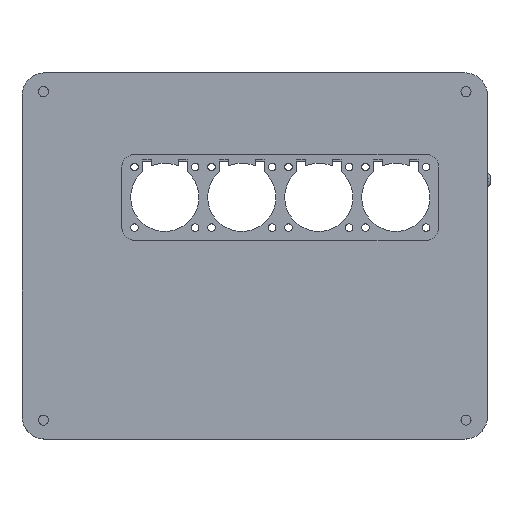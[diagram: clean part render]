
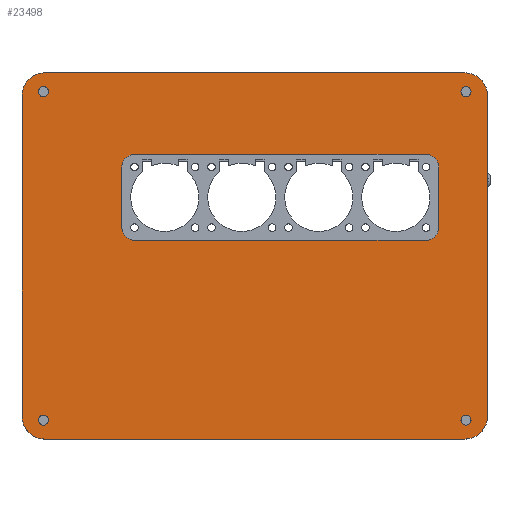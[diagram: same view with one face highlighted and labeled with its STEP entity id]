
A CAD part, top view. The second image highlights one B-rep face of the part: STEP entity #23498.
In plain terms, the highlighted planar face has unit normal (0, 0, 1).
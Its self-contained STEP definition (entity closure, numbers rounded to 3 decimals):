
#397=FACE_BOUND('',#10127,.T.);
#398=FACE_BOUND('',#10128,.T.);
#399=FACE_BOUND('',#10129,.T.);
#400=FACE_BOUND('',#10130,.T.);
#401=FACE_BOUND('',#10131,.T.);
#3511=LINE('',#37027,#6565);
#3515=LINE('',#37039,#6569);
#3521=LINE('',#37054,#6575);
#3524=LINE('',#37063,#6578);
#3535=LINE('',#37113,#6589);
#3538=LINE('',#37121,#6592);
#3541=LINE('',#37129,#6595);
#3544=LINE('',#37136,#6598);
#6565=VECTOR('',#30446,10.);
#6569=VECTOR('',#30458,10.);
#6575=VECTOR('',#30472,10.);
#6578=VECTOR('',#30483,10.);
#6589=VECTOR('',#30534,10.);
#6592=VECTOR('',#30543,10.);
#6595=VECTOR('',#30552,10.);
#6598=VECTOR('',#30561,10.);
#7594=PLANE('',#24837);
#8691=FACE_OUTER_BOUND('',#10126,.T.);
#10126=EDGE_LOOP('',(#22374,#22375,#22376,#22377,#22378,#22379,#22380,#22381));
#10127=EDGE_LOOP('',(#22382,#22383,#22384,#22385,#22386,#22387,#22388,#22389));
#10128=EDGE_LOOP('',(#22390));
#10129=EDGE_LOOP('',(#22391));
#10130=EDGE_LOOP('',(#22392));
#10131=EDGE_LOOP('',(#22393));
#10310=CIRCLE('',#24793,5.);
#10312=CIRCLE('',#24797,5.);
#10314=CIRCLE('',#24801,5.);
#10316=CIRCLE('',#24805,5.);
#10326=CIRCLE('',#24818,2.);
#10327=CIRCLE('',#24820,2.);
#10328=CIRCLE('',#24822,2.);
#10329=CIRCLE('',#24824,2.);
#10330=CIRCLE('',#24826,9.);
#10331=CIRCLE('',#24829,9.);
#10332=CIRCLE('',#24832,9.);
#10333=CIRCLE('',#24835,9.);
#12478=VERTEX_POINT('',#37017);
#12479=VERTEX_POINT('',#37018);
#12482=VERTEX_POINT('',#37026);
#12484=VERTEX_POINT('',#37032);
#12486=VERTEX_POINT('',#37038);
#12488=VERTEX_POINT('',#37044);
#12489=VERTEX_POINT('',#37045);
#12492=VERTEX_POINT('',#37056);
#12506=VERTEX_POINT('',#37090);
#12507=VERTEX_POINT('',#37094);
#12508=VERTEX_POINT('',#37098);
#12509=VERTEX_POINT('',#37102);
#12510=VERTEX_POINT('',#37106);
#12511=VERTEX_POINT('',#37107);
#12512=VERTEX_POINT('',#37112);
#12513=VERTEX_POINT('',#37116);
#12514=VERTEX_POINT('',#37120);
#12515=VERTEX_POINT('',#37124);
#12516=VERTEX_POINT('',#37128);
#12517=VERTEX_POINT('',#37132);
#15750=EDGE_CURVE('',#12478,#12479,#10310,.T.);
#15754=EDGE_CURVE('',#12482,#12479,#3511,.T.);
#15757=EDGE_CURVE('',#12482,#12484,#10312,.T.);
#15760=EDGE_CURVE('',#12486,#12484,#3515,.T.);
#15763=EDGE_CURVE('',#12488,#12489,#10314,.T.);
#15768=EDGE_CURVE('',#12478,#12489,#3521,.T.);
#15769=EDGE_CURVE('',#12486,#12492,#10316,.T.);
#15773=EDGE_CURVE('',#12488,#12492,#3524,.T.);
#15786=EDGE_CURVE('',#12506,#12506,#10326,.T.);
#15788=EDGE_CURVE('',#12507,#12507,#10327,.T.);
#15790=EDGE_CURVE('',#12508,#12508,#10328,.T.);
#15792=EDGE_CURVE('',#12509,#12509,#10329,.T.);
#15794=EDGE_CURVE('',#12510,#12511,#10330,.T.);
#15797=EDGE_CURVE('',#12511,#12512,#3535,.T.);
#15799=EDGE_CURVE('',#12512,#12513,#10331,.T.);
#15801=EDGE_CURVE('',#12513,#12514,#3538,.T.);
#15803=EDGE_CURVE('',#12514,#12515,#10332,.T.);
#15805=EDGE_CURVE('',#12515,#12516,#3541,.T.);
#15807=EDGE_CURVE('',#12516,#12517,#10333,.T.);
#15809=EDGE_CURVE('',#12517,#12510,#3544,.T.);
#22374=ORIENTED_EDGE('',*,*,#15809,.T.);
#22375=ORIENTED_EDGE('',*,*,#15794,.T.);
#22376=ORIENTED_EDGE('',*,*,#15797,.T.);
#22377=ORIENTED_EDGE('',*,*,#15799,.T.);
#22378=ORIENTED_EDGE('',*,*,#15801,.T.);
#22379=ORIENTED_EDGE('',*,*,#15803,.T.);
#22380=ORIENTED_EDGE('',*,*,#15805,.T.);
#22381=ORIENTED_EDGE('',*,*,#15807,.T.);
#22382=ORIENTED_EDGE('',*,*,#15768,.T.);
#22383=ORIENTED_EDGE('',*,*,#15763,.F.);
#22384=ORIENTED_EDGE('',*,*,#15773,.T.);
#22385=ORIENTED_EDGE('',*,*,#15769,.F.);
#22386=ORIENTED_EDGE('',*,*,#15760,.T.);
#22387=ORIENTED_EDGE('',*,*,#15757,.F.);
#22388=ORIENTED_EDGE('',*,*,#15754,.T.);
#22389=ORIENTED_EDGE('',*,*,#15750,.F.);
#22390=ORIENTED_EDGE('',*,*,#15792,.T.);
#22391=ORIENTED_EDGE('',*,*,#15790,.T.);
#22392=ORIENTED_EDGE('',*,*,#15788,.T.);
#22393=ORIENTED_EDGE('',*,*,#15786,.T.);
#23498=ADVANCED_FACE('',(#8691,#397,#398,#399,#400,#401),#7594,.T.);
#24793=AXIS2_PLACEMENT_3D('',#37019,#30438,#30439);
#24797=AXIS2_PLACEMENT_3D('',#37033,#30451,#30452);
#24801=AXIS2_PLACEMENT_3D('',#37046,#30463,#30464);
#24805=AXIS2_PLACEMENT_3D('',#37057,#30475,#30476);
#24818=AXIS2_PLACEMENT_3D('',#37091,#30508,#30509);
#24820=AXIS2_PLACEMENT_3D('',#37095,#30513,#30514);
#24822=AXIS2_PLACEMENT_3D('',#37099,#30518,#30519);
#24824=AXIS2_PLACEMENT_3D('',#37103,#30523,#30524);
#24826=AXIS2_PLACEMENT_3D('',#37108,#30528,#30529);
#24829=AXIS2_PLACEMENT_3D('',#37117,#30538,#30539);
#24832=AXIS2_PLACEMENT_3D('',#37125,#30547,#30548);
#24835=AXIS2_PLACEMENT_3D('',#37133,#30556,#30557);
#24837=AXIS2_PLACEMENT_3D('',#37137,#30562,#30563);
#30438=DIRECTION('center_axis',(0.,0.,1.));
#30439=DIRECTION('ref_axis',(0.707,-0.707,0.));
#30446=DIRECTION('',(0.,-1.,0.));
#30451=DIRECTION('center_axis',(0.,0.,1.));
#30452=DIRECTION('ref_axis',(0.707,0.707,0.));
#30458=DIRECTION('',(1.,0.,0.));
#30463=DIRECTION('center_axis',(0.,0.,1.));
#30464=DIRECTION('ref_axis',(-0.707,-0.707,0.));
#30472=DIRECTION('',(-1.,0.,0.));
#30475=DIRECTION('center_axis',(0.,0.,1.));
#30476=DIRECTION('ref_axis',(-0.707,0.707,0.));
#30483=DIRECTION('',(0.,1.,0.));
#30508=DIRECTION('center_axis',(0.,0.,-1.));
#30509=DIRECTION('ref_axis',(-1.,0.,0.));
#30513=DIRECTION('center_axis',(0.,0.,-1.));
#30514=DIRECTION('ref_axis',(-1.,0.,0.));
#30518=DIRECTION('center_axis',(0.,0.,-1.));
#30519=DIRECTION('ref_axis',(-1.,0.,0.));
#30523=DIRECTION('center_axis',(0.,0.,-1.));
#30524=DIRECTION('ref_axis',(-1.,0.,0.));
#30528=DIRECTION('center_axis',(0.,0.,1.));
#30529=DIRECTION('ref_axis',(-1.,0.,0.));
#30534=DIRECTION('',(1.,0.,0.));
#30538=DIRECTION('center_axis',(0.,0.,1.));
#30539=DIRECTION('ref_axis',(0.,-1.,0.));
#30543=DIRECTION('',(0.,1.,0.));
#30547=DIRECTION('center_axis',(0.,0.,1.));
#30548=DIRECTION('ref_axis',(1.,0.,0.));
#30552=DIRECTION('',(-1.,0.,0.));
#30556=DIRECTION('center_axis',(0.,0.,1.));
#30557=DIRECTION('ref_axis',(0.,1.,0.));
#30561=DIRECTION('',(0.,-1.,0.));
#30562=DIRECTION('center_axis',(0.,0.,1.));
#30563=DIRECTION('ref_axis',(-1.,0.,0.));
#37017=CARTESIAN_POINT('',(21.473,34.289,39.4));
#37018=CARTESIAN_POINT('',(26.473,39.289,39.4));
#37019=CARTESIAN_POINT('Origin',(21.473,39.289,39.4));
#37026=CARTESIAN_POINT('',(26.473,63.289,39.4));
#37027=CARTESIAN_POINT('',(26.473,48.194,39.4));
#37032=CARTESIAN_POINT('',(21.473,68.289,39.4));
#37033=CARTESIAN_POINT('Origin',(21.473,63.289,39.4));
#37038=CARTESIAN_POINT('',(-93.967,68.289,39.4));
#37039=CARTESIAN_POINT('',(-26.946,68.289,39.4));
#37044=CARTESIAN_POINT('',(-98.967,39.289,39.4));
#37045=CARTESIAN_POINT('',(-93.967,34.289,39.4));
#37046=CARTESIAN_POINT('Origin',(-93.967,39.289,39.4));
#37054=CARTESIAN_POINT('',(-55.666,34.289,39.4));
#37056=CARTESIAN_POINT('',(-98.967,63.289,39.4));
#37057=CARTESIAN_POINT('Origin',(-93.967,63.289,39.4));
#37063=CARTESIAN_POINT('',(-98.967,31.194,39.4));
#37090=CARTESIAN_POINT('',(-128.,93.1,39.4));
#37091=CARTESIAN_POINT('Origin',(-130.,93.1,39.4));
#37094=CARTESIAN_POINT('',(39.269,-36.9,39.4));
#37095=CARTESIAN_POINT('Origin',(37.269,-36.9,39.4));
#37098=CARTESIAN_POINT('',(39.269,93.1,39.4));
#37099=CARTESIAN_POINT('Origin',(37.269,93.1,39.4));
#37102=CARTESIAN_POINT('',(-128.,-36.9,39.4));
#37103=CARTESIAN_POINT('Origin',(-130.,-36.9,39.4));
#37106=CARTESIAN_POINT('',(-138.5,-35.4,39.4));
#37107=CARTESIAN_POINT('',(-129.5,-44.4,39.4));
#37108=CARTESIAN_POINT('Origin',(-129.5,-35.4,39.4));
#37112=CARTESIAN_POINT('',(36.769,-44.4,39.4));
#37113=CARTESIAN_POINT('',(-129.5,-44.4,39.4));
#37116=CARTESIAN_POINT('',(45.769,-35.4,39.4));
#37117=CARTESIAN_POINT('Origin',(36.769,-35.4,39.4));
#37120=CARTESIAN_POINT('',(45.769,91.6,39.4));
#37121=CARTESIAN_POINT('',(45.769,-35.4,39.4));
#37124=CARTESIAN_POINT('',(36.769,100.6,39.4));
#37125=CARTESIAN_POINT('Origin',(36.769,91.6,39.4));
#37128=CARTESIAN_POINT('',(-129.5,100.6,39.4));
#37129=CARTESIAN_POINT('',(36.769,100.6,39.4));
#37132=CARTESIAN_POINT('',(-138.5,91.6,39.4));
#37133=CARTESIAN_POINT('Origin',(-129.5,91.6,39.4));
#37136=CARTESIAN_POINT('',(-138.5,91.6,39.4));
#37137=CARTESIAN_POINT('Origin',(-46.365,28.1,39.4));
